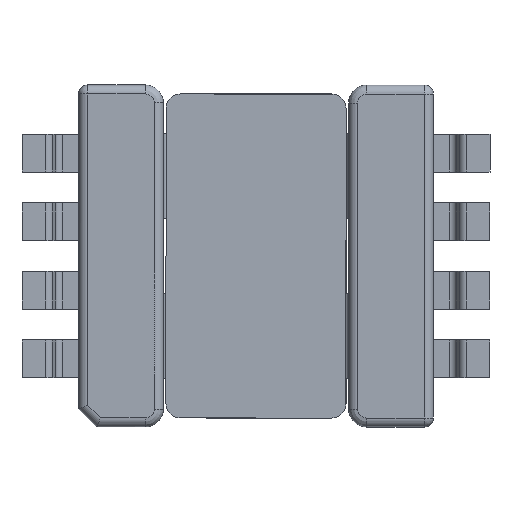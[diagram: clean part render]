
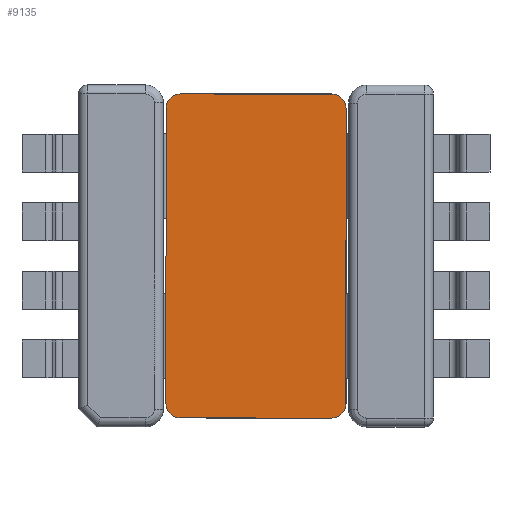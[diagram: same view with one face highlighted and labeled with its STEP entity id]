
A CAD part, front view. The second image highlights one B-rep face of the part: STEP entity #9135.
In plain terms, the highlighted planar face has unit normal (0, -1, 0).
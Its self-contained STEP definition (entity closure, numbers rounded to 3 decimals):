
#657=PLANE('',#10018);
#1105=FACE_OUTER_BOUND('',#1632,.T.);
#1632=EDGE_LOOP('',(#8134,#8135,#8136,#8137,#8138,#8139,#8140,#8141));
#2490=LINE('',#15574,#3344);
#2505=LINE('',#15633,#3359);
#2506=LINE('',#15637,#3360);
#2507=LINE('',#15640,#3361);
#3344=VECTOR('',#12247,10.);
#3359=VECTOR('',#12308,10.);
#3360=VECTOR('',#12311,10.);
#3361=VECTOR('',#12314,10.);
#3666=CIRCLE('',#9994,0.8);
#3679=CIRCLE('',#10016,0.8);
#3681=CIRCLE('',#10019,0.8);
#3682=CIRCLE('',#10020,0.8);
#4490=VERTEX_POINT('',#15548);
#4491=VERTEX_POINT('',#15550);
#4501=VERTEX_POINT('',#15572);
#4520=VERTEX_POINT('',#15626);
#4522=VERTEX_POINT('',#15632);
#4523=VERTEX_POINT('',#15634);
#4524=VERTEX_POINT('',#15636);
#4525=VERTEX_POINT('',#15638);
#5700=EDGE_CURVE('',#4490,#4491,#3666,.T.);
#5712=EDGE_CURVE('',#4501,#4490,#2490,.T.);
#5738=EDGE_CURVE('',#4520,#4501,#3679,.T.);
#5741=EDGE_CURVE('',#4520,#4522,#2505,.T.);
#5742=EDGE_CURVE('',#4523,#4522,#3681,.T.);
#5743=EDGE_CURVE('',#4524,#4523,#2506,.T.);
#5744=EDGE_CURVE('',#4525,#4524,#3682,.T.);
#5745=EDGE_CURVE('',#4491,#4525,#2507,.T.);
#8134=ORIENTED_EDGE('',*,*,#5700,.F.);
#8135=ORIENTED_EDGE('',*,*,#5712,.F.);
#8136=ORIENTED_EDGE('',*,*,#5738,.F.);
#8137=ORIENTED_EDGE('',*,*,#5741,.T.);
#8138=ORIENTED_EDGE('',*,*,#5742,.F.);
#8139=ORIENTED_EDGE('',*,*,#5743,.F.);
#8140=ORIENTED_EDGE('',*,*,#5744,.F.);
#8141=ORIENTED_EDGE('',*,*,#5745,.F.);
#9135=ADVANCED_FACE('',(#1105),#657,.T.);
#9994=AXIS2_PLACEMENT_3D('',#15551,#12232,#12233);
#10016=AXIS2_PLACEMENT_3D('',#15627,#12301,#12302);
#10018=AXIS2_PLACEMENT_3D('',#15631,#12306,#12307);
#10019=AXIS2_PLACEMENT_3D('',#15635,#12309,#12310);
#10020=AXIS2_PLACEMENT_3D('',#15639,#12312,#12313);
#12232=DIRECTION('center_axis',(0.,1.,0.));
#12233=DIRECTION('ref_axis',(-0.707,0.,-0.707));
#12247=DIRECTION('',(-1.,0.,0.));
#12301=DIRECTION('center_axis',(0.,1.,0.));
#12302=DIRECTION('ref_axis',(0.707,0.,-0.707));
#12306=DIRECTION('center_axis',(0.,-1.,0.));
#12307=DIRECTION('ref_axis',(1.,0.,0.));
#12308=DIRECTION('',(0.,0.,1.));
#12309=DIRECTION('center_axis',(0.,1.,0.));
#12310=DIRECTION('ref_axis',(0.707,0.,0.707));
#12311=DIRECTION('',(1.,0.,0.));
#12312=DIRECTION('center_axis',(0.,1.,0.));
#12313=DIRECTION('ref_axis',(-0.707,0.,0.707));
#12314=DIRECTION('',(0.,0.,1.));
#15548=CARTESIAN_POINT('',(-8.2,0.,-5.));
#15550=CARTESIAN_POINT('',(-9.,0.,-4.2));
#15551=CARTESIAN_POINT('Origin',(-8.2,0.,-4.2));
#15572=CARTESIAN_POINT('',(8.2,0.,-5.));
#15574=CARTESIAN_POINT('',(-9.,0.,-5.));
#15626=CARTESIAN_POINT('',(9.,0.,-4.2));
#15627=CARTESIAN_POINT('Origin',(8.2,0.,-4.2));
#15631=CARTESIAN_POINT('Origin',(-9.,0.,0.));
#15632=CARTESIAN_POINT('',(9.,0.,4.2));
#15633=CARTESIAN_POINT('',(9.,0.,0.));
#15634=CARTESIAN_POINT('',(8.2,0.,5.));
#15635=CARTESIAN_POINT('Origin',(8.2,0.,4.2));
#15636=CARTESIAN_POINT('',(-8.2,0.,5.));
#15637=CARTESIAN_POINT('',(-9.,0.,5.));
#15638=CARTESIAN_POINT('',(-9.,0.,4.2));
#15639=CARTESIAN_POINT('Origin',(-8.2,0.,4.2));
#15640=CARTESIAN_POINT('',(-9.,0.,0.));
